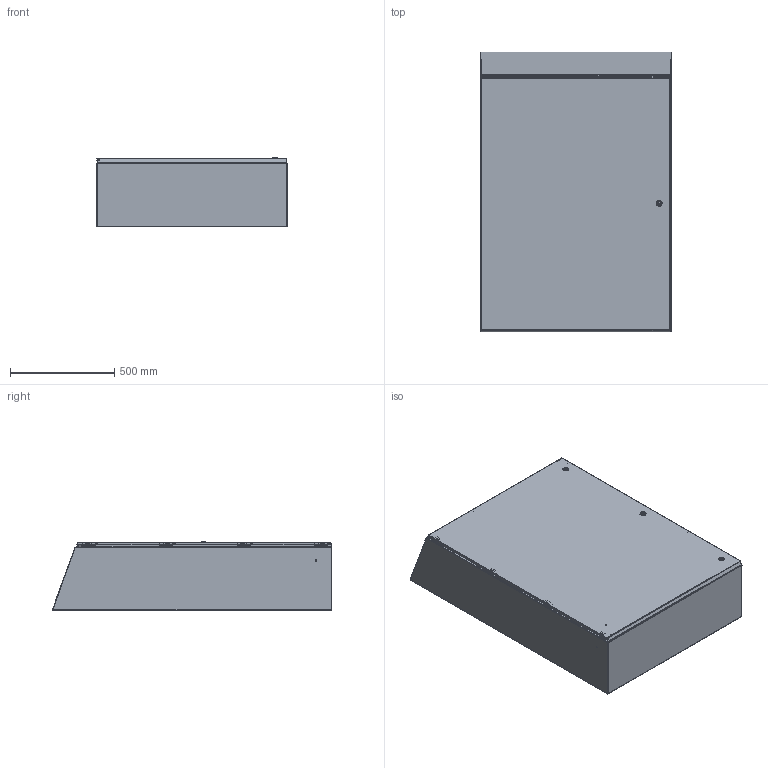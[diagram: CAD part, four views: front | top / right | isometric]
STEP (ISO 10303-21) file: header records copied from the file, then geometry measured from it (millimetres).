
FILE_DESCRIPTION(/* description */ ('N412,SD,ULTIMATE,SLOPE TOP, BACK-LEFT-RIGHT, 48X36X12'),/* implementation_level */ '2;1');
FILE_NAME(/* name */ 'N412483612CST.stp',/* time_stamp */ '2015-06-10T11:21:06-05:00',/* author */ ('jwafer'),/* organization */ (''),/* preprocessor_version */ 'ST-DEVELOPER v15.2',/* originating_system */ 'Autodesk Inventor 2014',/* authorisation */ '');
FILE_SCHEMA (('AUTOMOTIVE_DESIGN { 1 0 10303 214 3 1 1 }'));
Length unit declared in the file: inch
Products named in the file (36): N412483612CSTBLR; HFW3161; 17376 PIN; 17380 SCREW; 17723 BOX LEAF; 17723-UTI BRACKET; 17910 SEALING WASHER; HFW328176; HFW328175; 388150; N4123612CSTTOP; 38846; N4124836CSTLID; N4123612CSTBTM; HFW37045; HFW37045-1049-08; HFW37045-1049-09; HFW37045-assm; 35124-1000-23; 35124-1000-318; 35142-1000-02_PRT; 35142-1000-24; 35142-1000-67; 35142-1000-73; 35142-1000-101_PRT; 35142-1000-105; 35142-D933_M5X8; 35142-D6799_5; 35124-277-01; 35124-1000-03; 35142; 1001-U11_AF0; DIN917_M6; 1001-u11-STUD; (35196) 1001-u11_asm; N412_CST-assm3pcblr
Bounding box: 914.4 x 1344.23 x 331.32 mm (x, y, z)
Volume: 7482479.6 mm3; surface area: 7950383.4 mm2
Topology: 82 solids, 82 shells, 2675 faces, 6461 edges, 3961 vertices
Faces by surface type: cylinder 996, plane 979, cone 375, bspline 228, torus 81, sphere 16
Full cylindrical faces by diameter (mm): 2.362 x8, 2.7 x2, 3.175 x5, 3.317 x136, 3.861 x8, 3.962 x5, 4 x4, 4.064 x2, 4.166 x136, 4.2 x6, 4.25 x8, 4.3 x2, 4.366 x8, 4.572 x10, 4.762 x8, 5 x7, 5.5 x1, 6 x6, 6.03 x2, 6.2 x2, 6.3 x2, 6.35 x18, 6.502 x8, 6.733 x2, 6.985 x8, 7.5 x2, 7.62 x8, 7.874 x4, 8.128 x8, 8.2 x2
Entity records: 38472 total; most frequent: CARTESIAN_POINT 12889, DIRECTION 5135, ORIENTED_EDGE 4834, EDGE_CURVE 2417, AXIS2_PLACEMENT_3D 1883, VERTEX_POINT 1594, EDGE_LOOP 1391, LINE 1369
